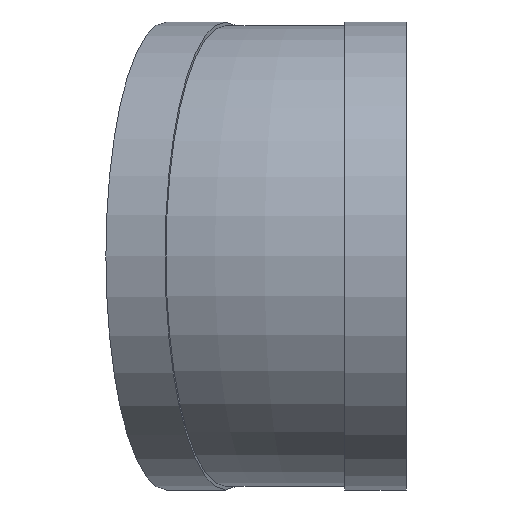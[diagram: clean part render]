
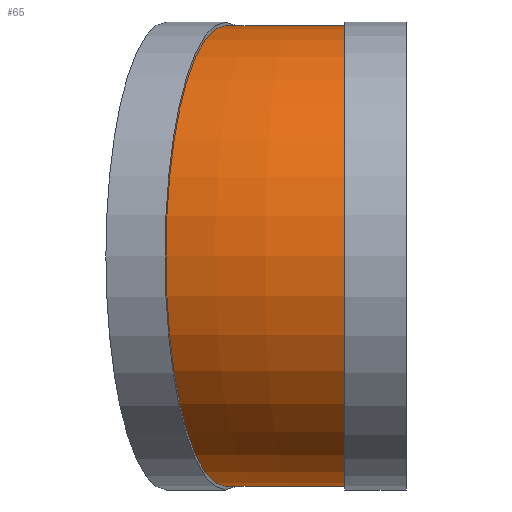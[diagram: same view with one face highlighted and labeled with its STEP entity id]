
A CAD part, left-side view. The second image highlights one B-rep face of the part: STEP entity #65.
In plain terms, the highlighted toroidal (fillet/blend) face has major radius 400 mm and minor radius 200 mm.
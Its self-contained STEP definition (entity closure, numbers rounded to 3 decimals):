
#65 = ADVANCED_FACE( '', ( #126, #127 ), #128, .T. );
#126 = FACE_OUTER_BOUND( '', #188, .T. );
#127 = FACE_OUTER_BOUND( '', #189, .T. );
#128 = TOROIDAL_SURFACE( '', #190, 400., 200. );
#188 = EDGE_LOOP( '', ( #244 ) );
#189 = EDGE_LOOP( '', ( #245 ) );
#190 = AXIS2_PLACEMENT_3D( '', #246, #247, #248 );
#244 = ORIENTED_EDGE( '', *, *, #307, .T. );
#245 = ORIENTED_EDGE( '', *, *, #308, .F. );
#246 = CARTESIAN_POINT( '', ( 400., 53.2, 0. ) );
#247 = DIRECTION( '', ( 0., 0., -1. ) );
#248 = DIRECTION( '', ( -1., 0., 0. ) );
#307 = EDGE_CURVE( '', #336, #336, #337, .T. );
#308 = EDGE_CURVE( '', #338, #338, #339, .T. );
#336 = VERTEX_POINT( '', #372 );
#337 = CIRCLE( '', #373, 200. );
#338 = VERTEX_POINT( '', #374 );
#339 = CIRCLE( '', #375, 200. );
#372 = CARTESIAN_POINT( '', ( 200., 53.2, 0. ) );
#373 = AXIS2_PLACEMENT_3D( '', #409, #410, #411 );
#374 = CARTESIAN_POINT( '', ( 206.815, 104.964, 0. ) );
#375 = AXIS2_PLACEMENT_3D( '', #412, #413, #414 );
#409 = CARTESIAN_POINT( '', ( 0., 53.2, 0. ) );
#410 = DIRECTION( '', ( 0., 1., 0. ) );
#411 = DIRECTION( '', ( 1., 0., 0. ) );
#412 = CARTESIAN_POINT( '', ( 13.63, 156.728, 0. ) );
#413 = DIRECTION( '', ( 0.259, 0.966, 0. ) );
#414 = DIRECTION( '', ( 0.966, -0.259, 0. ) );
